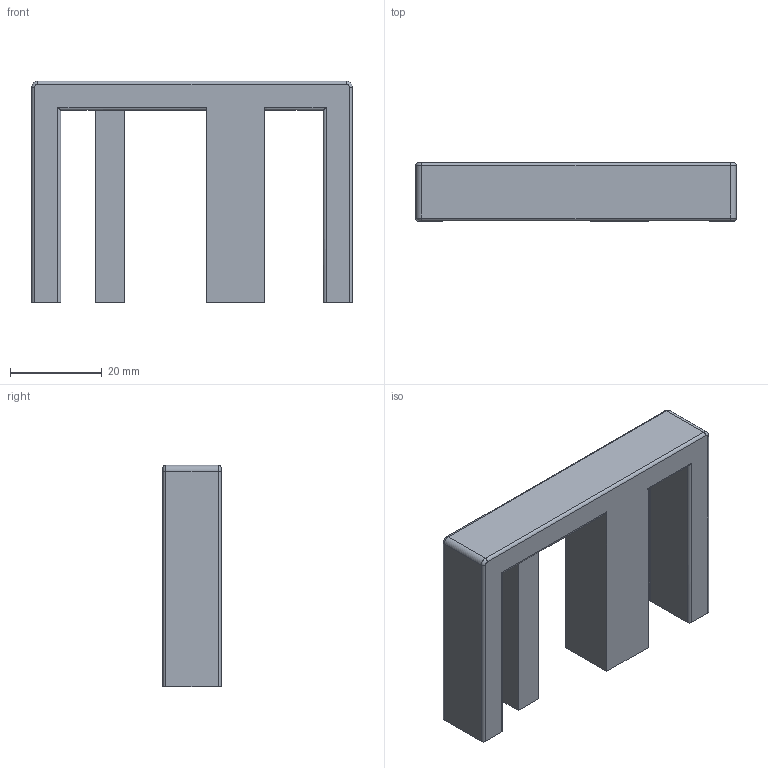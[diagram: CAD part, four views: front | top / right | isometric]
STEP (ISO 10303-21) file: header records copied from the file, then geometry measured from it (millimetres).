
FILE_DESCRIPTION (( 'STEP AP214' ), '1' );
FILE_NAME ('Work_Transformer_Body_Bottom.STEP', '2025-01-22T02:02:55', ( '' ), ( '' ), 'SwSTEP 2.0', 'SolidWorks 2025', '' );
FILE_SCHEMA (( 'AUTOMOTIVE_DESIGN' ));
Length unit declared in the file: inch
Products named in the file (1): Work_Transformer_Body_Bottom
Bounding box: 69.85 x 12.7 x 48.26 mm (x, y, z)
Volume: 20782.7 mm3; surface area: 9034.1 mm2
Topology: 1 solids, 1 shells, 39 faces, 96 edges, 60 vertices
Faces by surface type: plane 19, cylinder 16, torus 4
Entity records: 1169 total; most frequent: CARTESIAN_POINT 208, DIRECTION 200, ORIENTED_EDGE 192, EDGE_CURVE 96, AXIS2_PLACEMENT_3D 68, VECTOR 64, LINE 64, VERTEX_POINT 60
